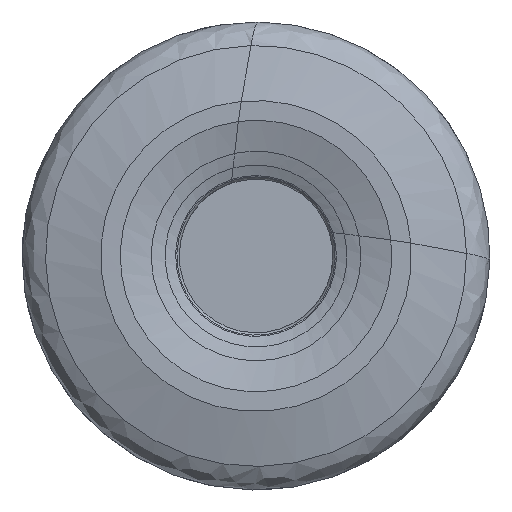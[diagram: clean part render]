
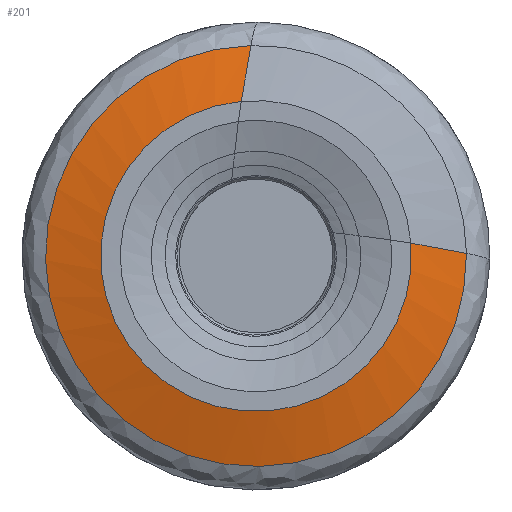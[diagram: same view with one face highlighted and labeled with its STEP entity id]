
A CAD part, left-side view. The second image highlights one B-rep face of the part: STEP entity #201.
In plain terms, the highlighted free-form (B-spline) face has degree [1, 3] with [2, 7] control points.
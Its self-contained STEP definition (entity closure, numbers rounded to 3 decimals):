
#147=LINE('',#1764,#175);
#148=LINE('',#1765,#176);
#175=VECTOR('',#1159,1.);
#176=VECTOR('',#1160,1.);
#201=ADVANCED_FACE('',(#320),#272,.F.);
#272=(
BOUNDED_SURFACE()
B_SPLINE_SURFACE(1,3,((#1766,#1767,#1768,#1769,#1770,#1771,#1772),(#1773,
#1774,#1775,#1776,#1777,#1778,#1779)),.UNSPECIFIED.,.F.,.F.,.F.)
B_SPLINE_SURFACE_WITH_KNOTS((2,2),(4,3,4),(0.,1.),(0.,0.5,1.),
 .UNSPECIFIED.)
GEOMETRIC_REPRESENTATION_ITEM()
RATIONAL_B_SPLINE_SURFACE(((1.,0.59,0.59,1.,0.59,
0.59,1.),(1.,0.59,0.59,1.,0.59,
0.59,1.)))
REPRESENTATION_ITEM('')
SURFACE()
);
#320=FACE_OUTER_BOUND('',#370,.T.);
#370=EDGE_LOOP('',(#586,#587,#588,#589));
#463=CIRCLE('',#992,5.645);
#464=CIRCLE('',#993,7.645);
#586=ORIENTED_EDGE('',*,*,#874,.F.);
#587=ORIENTED_EDGE('',*,*,#875,.F.);
#588=ORIENTED_EDGE('',*,*,#871,.T.);
#589=ORIENTED_EDGE('',*,*,#876,.F.);
#784=VERTEX_POINT('',#1743);
#785=VERTEX_POINT('',#1744);
#786=VERTEX_POINT('',#1762);
#787=VERTEX_POINT('',#1763);
#871=EDGE_CURVE('',#784,#785,#463,.T.);
#874=EDGE_CURVE('',#786,#787,#464,.T.);
#875=EDGE_CURVE('',#784,#786,#147,.T.);
#876=EDGE_CURVE('',#787,#785,#148,.T.);
#992=AXIS2_PLACEMENT_3D('',#1742,#1153,#1154);
#993=AXIS2_PLACEMENT_3D('',#1761,#1157,#1158);
#1153=DIRECTION('',(1.,0.,0.));
#1154=DIRECTION('',(0.,-0.997,0.083));
#1157=DIRECTION('',(1.,0.,0.));
#1158=DIRECTION('',(0.,-1.,0.012));
#1159=DIRECTION('',(0.249,-0.952,-0.177));
#1160=DIRECTION('',(-0.249,0.166,-0.954));
#1742=CARTESIAN_POINT('',(0.,0.,0.));
#1743=CARTESIAN_POINT('',(0.,-5.626,0.47));
#1744=CARTESIAN_POINT('',(0.,0.536,5.62));
#1761=CARTESIAN_POINT('',(0.528,0.,0.));
#1762=CARTESIAN_POINT('',(0.528,-7.645,0.094));
#1763=CARTESIAN_POINT('',(0.528,0.183,7.643));
#1764=CARTESIAN_POINT('',(0.,-5.626,0.47));
#1765=CARTESIAN_POINT('',(0.,0.536,5.62));
#1766=CARTESIAN_POINT('',(0.,-5.626,0.47));
#1767=CARTESIAN_POINT('',(0.,-6.116,-5.393));
#1768=CARTESIAN_POINT('',(0.,-0.894,-8.105));
#1769=CARTESIAN_POINT('',(0.,3.621,-4.332));
#1770=CARTESIAN_POINT('',(0.,8.135,-0.558));
#1771=CARTESIAN_POINT('',(0.,6.393,5.062));
#1772=CARTESIAN_POINT('',(0.,0.536,5.62));
#1773=CARTESIAN_POINT('',(0.528,-7.645,0.094));
#1774=CARTESIAN_POINT('',(0.528,-7.743,-7.874));
#1775=CARTESIAN_POINT('',(0.528,-0.428,-11.035));
#1776=CARTESIAN_POINT('',(0.528,5.307,-5.503));
#1777=CARTESIAN_POINT('',(0.528,11.043,0.028));
#1778=CARTESIAN_POINT('',(0.528,8.149,7.452));
#1779=CARTESIAN_POINT('',(0.528,0.183,7.643));
